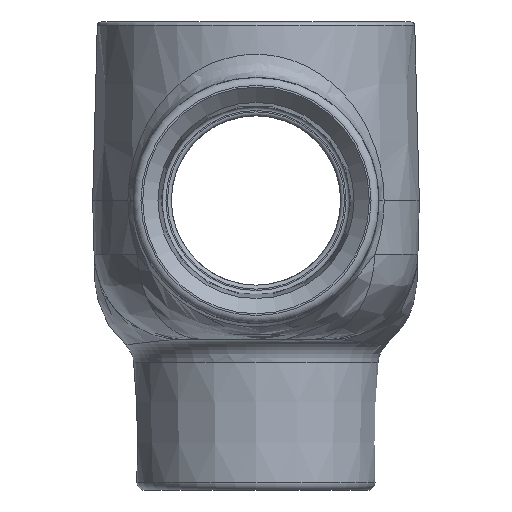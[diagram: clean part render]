
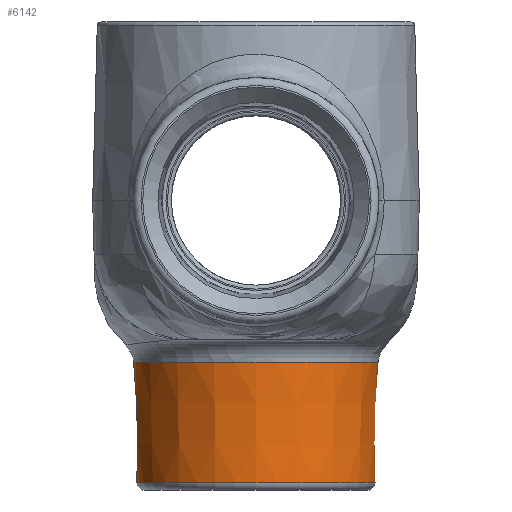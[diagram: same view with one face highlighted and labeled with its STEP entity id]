
A CAD part, left-side view. The second image highlights one B-rep face of the part: STEP entity #6142.
In plain terms, the highlighted conical face has half-angle 1.5 degrees and reference radius 24.613 mm.
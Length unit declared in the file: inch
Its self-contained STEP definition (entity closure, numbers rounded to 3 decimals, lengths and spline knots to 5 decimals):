
#92=FACE_BOUND('',#1935,.T.);
#112=CONICAL_SURFACE('',#6713,0.969,0.026);
#1512=FACE_OUTER_BOUND('',#1934,.T.);
#1934=EDGE_LOOP('',(#4860));
#1935=EDGE_LOOP('',(#4861));
#2519=CIRCLE('',#6711,0.93945);
#2521=CIRCLE('',#6714,0.96422);
#2927=VERTEX_POINT('',#11172);
#2929=VERTEX_POINT('',#11177);
#3633=EDGE_CURVE('',#2927,#2927,#2519,.T.);
#3635=EDGE_CURVE('',#2929,#2929,#2521,.T.);
#4860=ORIENTED_EDGE('',*,*,#3635,.F.);
#4861=ORIENTED_EDGE('',*,*,#3633,.F.);
#6142=ADVANCED_FACE('',(#1512,#92),#112,.T.);
#6711=AXIS2_PLACEMENT_3D('',#11173,#7771,#7772);
#6713=AXIS2_PLACEMENT_3D('',#11176,#7775,#7776);
#6714=AXIS2_PLACEMENT_3D('',#11178,#7777,#7778);
#7771=DIRECTION('center_axis',(0.,0.,-1.));
#7772=DIRECTION('ref_axis',(1.,0.,0.));
#7775=DIRECTION('center_axis',(0.,0.,1.));
#7776=DIRECTION('ref_axis',(-1.,0.,0.));
#7777=DIRECTION('center_axis',(0.,0.,1.));
#7778=DIRECTION('ref_axis',(-1.,0.,0.));
#11172=CARTESIAN_POINT('',(-0.93945,0.,-3.6286));
#11173=CARTESIAN_POINT('Origin',(0.,0.,-3.6286));
#11176=CARTESIAN_POINT('Origin',(0.,0.,-2.5));
#11177=CARTESIAN_POINT('',(0.96422,0.,-2.68259));
#11178=CARTESIAN_POINT('Origin',(0.,0.,-2.68259));
